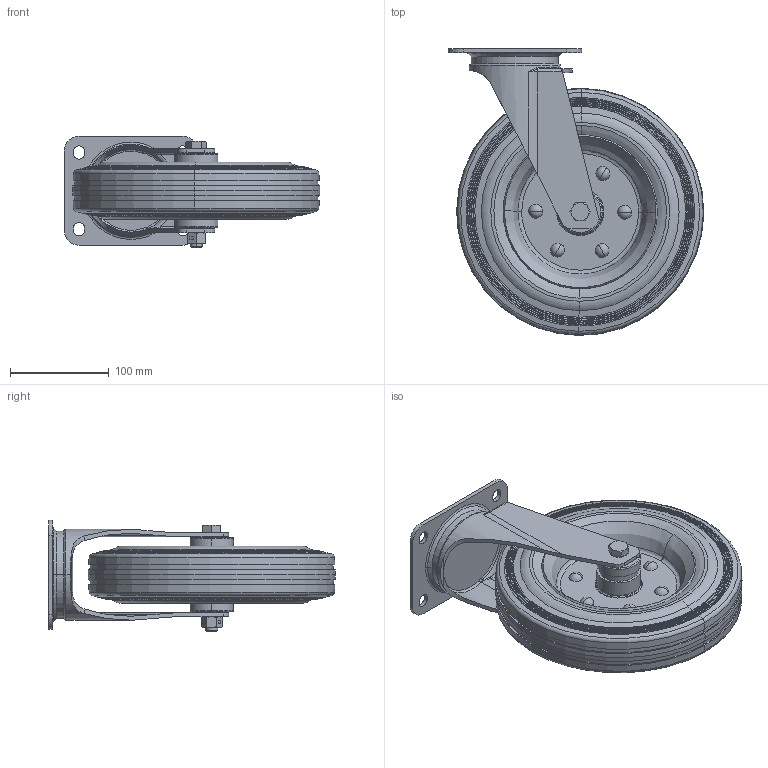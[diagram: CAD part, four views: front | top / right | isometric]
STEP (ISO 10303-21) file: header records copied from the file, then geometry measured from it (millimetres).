
FILE_DESCRIPTION (( 'STEP AP214' ), '1' );
FILE_NAME ('0034347_L-IK-SGS-250-R-3.STEP', '2016-07-13T08:21:52', ( '' ), ( '' ), 'SwSTEP 2.0', 'SolidWorks 2016', '' );
FILE_SCHEMA (( 'AUTOMOTIVE_DESIGN' ));
Length unit declared in the file: millimetre
Products named in the file (1): 0034347_L-IK-SGS-250-R-3
Bounding box: 258.49 x 289.99 x 112.5 mm (x, y, z)
Surface area: 306537.9 mm2 (no closed solid volume)
Topology: 0 solids, 37 shells, 392 faces, 1084 edges, 710 vertices
Faces by surface type: bspline 124, plane 109, cone 62, cylinder 50, torus 45, sphere 2
Entity records: 28038 total; most frequent: CARTESIAN_POINT 14763, ORIENTED_EDGE 1884, DIRECTION 1564, EDGE_CURVE 1058, VERTEX_POINT 710, AXIS2_PLACEMENT_3D 597, EDGE_LOOP 443, UNCERTAINTY_MEASURE_WITH_UNIT 397
